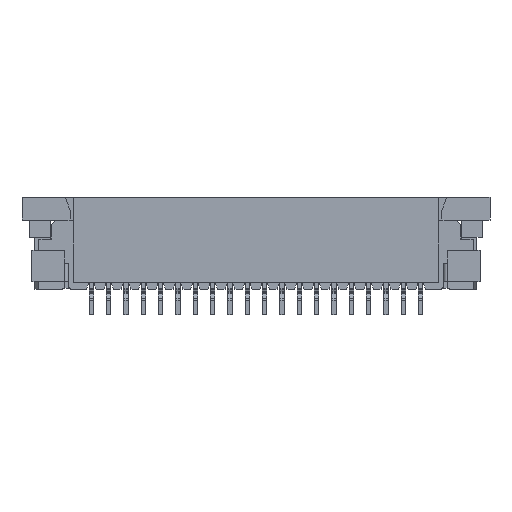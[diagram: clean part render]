
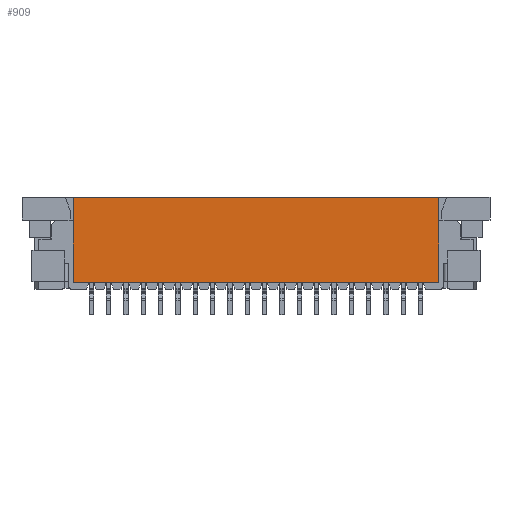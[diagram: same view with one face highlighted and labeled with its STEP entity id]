
A CAD part, front view. The second image highlights one B-rep face of the part: STEP entity #909.
In plain terms, the highlighted planar face has unit normal (0, -1, 0).
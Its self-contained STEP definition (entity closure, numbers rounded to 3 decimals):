
#909 = ADVANCED_FACE( '', ( #2124 ), #2125, .F. );
#2124 = FACE_OUTER_BOUND( '', #3733, .T. );
#2125 = PLANE( '', #3734 );
#3733 = EDGE_LOOP( '', ( #5653, #5654, #5655, #5656 ) );
#3734 = AXIS2_PLACEMENT_3D( '', #5657, #5658, #5659 );
#5653 = ORIENTED_EDGE( '', *, *, #10648, .T. );
#5654 = ORIENTED_EDGE( '', *, *, #10649, .F. );
#5655 = ORIENTED_EDGE( '', *, *, #10650, .F. );
#5656 = ORIENTED_EDGE( '', *, *, #10651, .T. );
#5657 = CARTESIAN_POINT( '', ( 10.55, 0., 5.3 ) );
#5658 = DIRECTION( '', ( 0., 1., 0. ) );
#5659 = DIRECTION( '', ( 0., 0., 1. ) );
#10648 = EDGE_CURVE( '', #12942, #12943, #12944, .T. );
#10649 = EDGE_CURVE( '', #12945, #12943, #12946, .T. );
#10650 = EDGE_CURVE( '', #12947, #12945, #12948, .T. );
#10651 = EDGE_CURVE( '', #12947, #12942, #12949, .T. );
#12942 = VERTEX_POINT( '', #16167 );
#12943 = VERTEX_POINT( '', #16168 );
#12944 = LINE( '', #16169, #16170 );
#12945 = VERTEX_POINT( '', #16171 );
#12946 = LINE( '', #16172, #16173 );
#12947 = VERTEX_POINT( '', #16174 );
#12948 = LINE( '', #16175, #16176 );
#12949 = LINE( '', #16177, #16178 );
#16167 = CARTESIAN_POINT( '', ( -10.55, 0., 5.3 ) );
#16168 = CARTESIAN_POINT( '', ( -10.55, 0., 0.4 ) );
#16169 = CARTESIAN_POINT( '', ( -10.55, 0., 5.3 ) );
#16170 = VECTOR( '', #20131, 1000. );
#16171 = CARTESIAN_POINT( '', ( 10.55, 0., 0.4 ) );
#16172 = CARTESIAN_POINT( '', ( 10.55, 0., 0.4 ) );
#16173 = VECTOR( '', #20132, 1000. );
#16174 = CARTESIAN_POINT( '', ( 10.55, 0., 5.3 ) );
#16175 = CARTESIAN_POINT( '', ( 10.55, 0., 5.3 ) );
#16176 = VECTOR( '', #20133, 1000. );
#16177 = CARTESIAN_POINT( '', ( 10.55, 0., 5.3 ) );
#16178 = VECTOR( '', #20134, 1000. );
#20131 = DIRECTION( '', ( 0., 0., -1. ) );
#20132 = DIRECTION( '', ( -1., 0., 0. ) );
#20133 = DIRECTION( '', ( 0., 0., -1. ) );
#20134 = DIRECTION( '', ( -1., 0., 0. ) );
